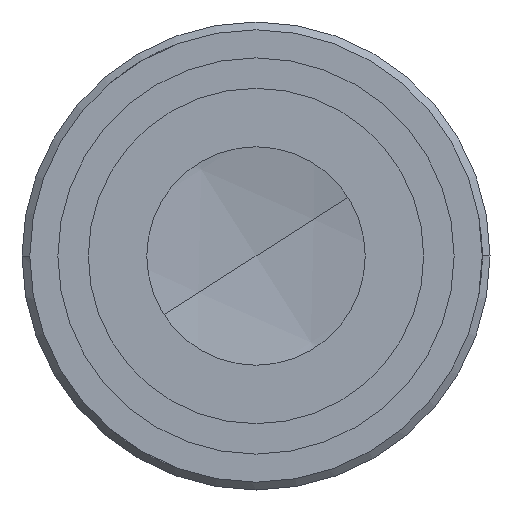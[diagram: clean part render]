
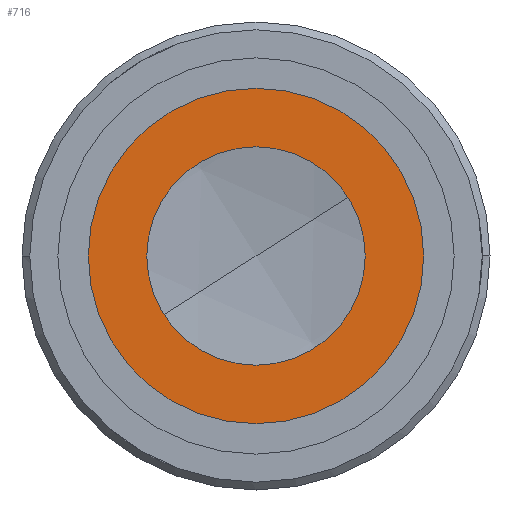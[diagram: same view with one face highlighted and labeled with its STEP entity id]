
A CAD part, front view. The second image highlights one B-rep face of the part: STEP entity #716.
In plain terms, the highlighted planar face has unit normal (0, -1, 0).
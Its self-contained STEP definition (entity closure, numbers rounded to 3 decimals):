
#29 = EDGE_CURVE ( 'NONE', #1257, #809, #806, .T. ) ;
#130 = CARTESIAN_POINT ( 'NONE',  ( 0., -124.73, 11.5 ) ) ;
#136 = ORIENTED_EDGE ( 'NONE', *, *, #29, .F. ) ;
#176 = ORIENTED_EDGE ( 'NONE', *, *, #801, .T. ) ;
#177 = DIRECTION ( 'NONE',  ( 0., 1., 0. ) ) ;
#180 = DIRECTION ( 'NONE',  ( 0., 1., 0. ) ) ;
#194 = CARTESIAN_POINT ( 'NONE',  ( 0., -124.73, -7. ) ) ;
#369 = CARTESIAN_POINT ( 'NONE',  ( 0., -124.73, 7. ) ) ;
#383 = AXIS2_PLACEMENT_3D ( 'NONE', #1048, #177, #480 ) ;
#449 = ORIENTED_EDGE ( 'NONE', *, *, #1413, .F. ) ;
#464 = CARTESIAN_POINT ( 'NONE',  ( 0., -124.73, 0. ) ) ;
#480 = DIRECTION ( 'NONE',  ( 0., 0., 1. ) ) ;
#500 = CARTESIAN_POINT ( 'NONE',  ( 0., -124.73, -11.5 ) ) ;
#616 = DIRECTION ( 'NONE',  ( 0., 0., 1. ) ) ;
#670 = CIRCLE ( 'NONE', #1086, 7. ) ;
#707 = FACE_BOUND ( 'NONE', #788, .T. ) ;
#716 = ADVANCED_FACE ( 'NONE', ( #707, #1399 ), #935, .T. ) ;
#735 = EDGE_CURVE ( 'NONE', #803, #1659, #670, .T. ) ;
#788 = EDGE_LOOP ( 'NONE', ( #176, #1150 ) ) ;
#801 = EDGE_CURVE ( 'NONE', #1659, #803, #1690, .T. ) ;
#803 = VERTEX_POINT ( 'NONE', #194 ) ;
#806 = CIRCLE ( 'NONE', #383, 11.5 ) ;
#809 = VERTEX_POINT ( 'NONE', #500 ) ;
#822 = AXIS2_PLACEMENT_3D ( 'NONE', #1023, #180, #1159 ) ;
#935 = PLANE ( 'NONE',  #1492 ) ;
#1023 = CARTESIAN_POINT ( 'NONE',  ( 0., -124.73, 0. ) ) ;
#1048 = CARTESIAN_POINT ( 'NONE',  ( 0., -124.73, 0. ) ) ;
#1072 = CARTESIAN_POINT ( 'NONE',  ( -11.5, -124.73, 0. ) ) ;
#1086 = AXIS2_PLACEMENT_3D ( 'NONE', #1547, #1456, #1581 ) ;
#1150 = ORIENTED_EDGE ( 'NONE', *, *, #735, .T. ) ;
#1159 = DIRECTION ( 'NONE',  ( 0., 0., 1. ) ) ;
#1176 = DIRECTION ( 'NONE',  ( 0., -1., 0. ) ) ;
#1195 = CIRCLE ( 'NONE', #822, 11.5 ) ;
#1242 = AXIS2_PLACEMENT_3D ( 'NONE', #464, #1417, #616 ) ;
#1257 = VERTEX_POINT ( 'NONE', #130 ) ;
#1267 = EDGE_LOOP ( 'NONE', ( #136, #449 ) ) ;
#1394 = DIRECTION ( 'NONE',  ( 0., 0., -1. ) ) ;
#1399 = FACE_OUTER_BOUND ( 'NONE', #1267, .T. ) ;
#1413 = EDGE_CURVE ( 'NONE', #809, #1257, #1195, .T. ) ;
#1417 = DIRECTION ( 'NONE',  ( 0., 1., 0. ) ) ;
#1456 = DIRECTION ( 'NONE',  ( 0., 1., 0. ) ) ;
#1492 = AXIS2_PLACEMENT_3D ( 'NONE', #1072, #1176, #1394 ) ;
#1547 = CARTESIAN_POINT ( 'NONE',  ( 0., -124.73, 0. ) ) ;
#1581 = DIRECTION ( 'NONE',  ( 0., 0., 1. ) ) ;
#1659 = VERTEX_POINT ( 'NONE', #369 ) ;
#1690 = CIRCLE ( 'NONE', #1242, 7. ) ;
